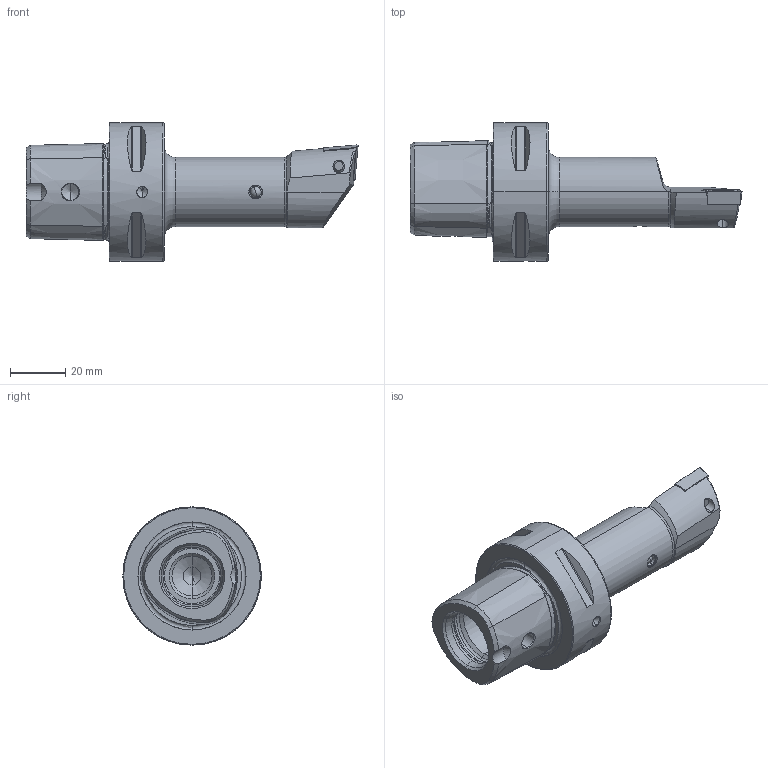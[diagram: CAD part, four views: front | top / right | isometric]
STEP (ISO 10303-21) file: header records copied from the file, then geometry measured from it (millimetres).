
FILE_DESCRIPTION (( 'STEP AP203' ), '1' );
FILE_NAME ('PS5-BCC.LLA.090.STEP', '2012-04-16T06:55:04', ( 'SwiAdmin' ), ( '' ), 'SwSTEP 2.0', 'SolidWorks 2012', '' );
FILE_SCHEMA (( 'CONFIG_CONTROL_DESIGN' ));
Length unit declared in the file: millimetre
Products named in the file (5): PS5-BCC.LLA.090; KVT_MB_600_050; WCC-ER2.001.010_A; CCMT120404; PS5-BCC.LLA.090_A
Assembly tree (4 placements, depth 2):
  PS5-BCC.LLA.090
    PS5-BCC.LLA.090_A
    CCMT120404
    WCC-ER2.001.010_A
    KVT_MB_600_050
Bounding box: 120 x 50 x 50 mm (x, y, z)
Volume: 79796 mm3; surface area: 19988.5 mm2
Topology: 5 solids, 5 shells, 280 faces, 672 edges, 393 vertices
Faces by surface type: cone 98, cylinder 75, plane 49, torus 43, bspline 13, sphere 2
Entity records: 9610 total; most frequent: CARTESIAN_POINT 2921, DIRECTION 1297, ORIENTED_EDGE 1294, EDGE_CURVE 647, AXIS2_PLACEMENT_3D 531, VERTEX_POINT 390, EDGE_LOOP 303, ADVANCED_FACE 280
